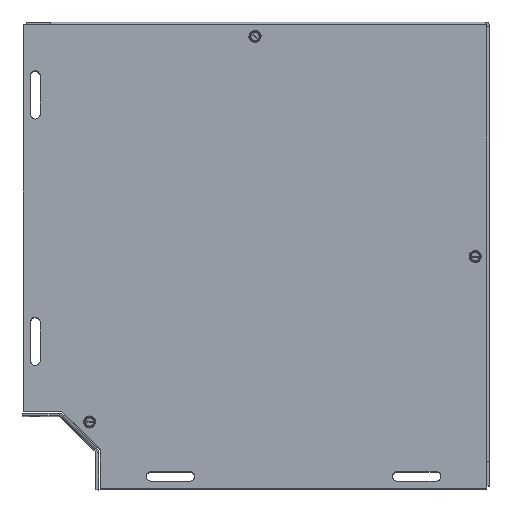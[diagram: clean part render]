
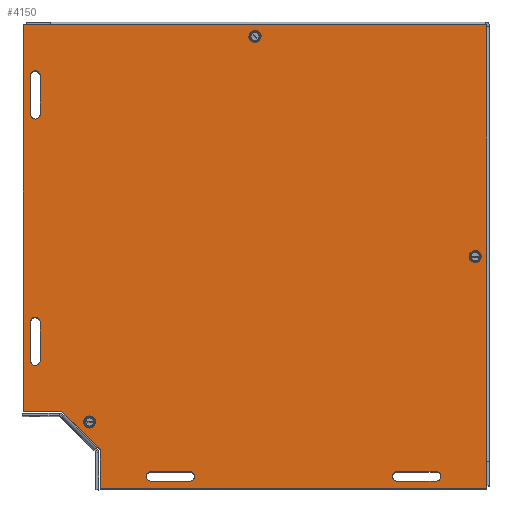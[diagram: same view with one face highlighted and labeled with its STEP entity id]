
A CAD part, top view. The second image highlights one B-rep face of the part: STEP entity #4150.
In plain terms, the highlighted planar face has unit normal (0, 0, 1).
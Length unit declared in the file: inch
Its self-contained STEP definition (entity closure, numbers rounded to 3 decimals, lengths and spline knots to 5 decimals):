
#155=FACE_BOUND('',#662,.T.);
#156=FACE_BOUND('',#663,.T.);
#157=FACE_BOUND('',#664,.T.);
#158=FACE_BOUND('',#665,.T.);
#159=FACE_BOUND('',#666,.T.);
#160=FACE_BOUND('',#667,.T.);
#161=FACE_BOUND('',#668,.T.);
#247=PLANE('',#4426);
#402=FACE_OUTER_BOUND('',#661,.T.);
#661=EDGE_LOOP('',(#2888,#2889,#2890,#2891,#2892,#2893,#2894));
#662=EDGE_LOOP('',(#2895,#2896,#2897,#2898));
#663=EDGE_LOOP('',(#2899,#2900,#2901,#2902));
#664=EDGE_LOOP('',(#2903,#2904,#2905,#2906));
#665=EDGE_LOOP('',(#2907,#2908,#2909,#2910));
#666=EDGE_LOOP('',(#2911));
#667=EDGE_LOOP('',(#2912));
#668=EDGE_LOOP('',(#2913));
#961=LINE('',#5995,#1326);
#965=LINE('',#6006,#1330);
#969=LINE('',#6019,#1334);
#973=LINE('',#6030,#1338);
#977=LINE('',#6043,#1342);
#981=LINE('',#6054,#1346);
#985=LINE('',#6067,#1350);
#989=LINE('',#6078,#1354);
#991=LINE('',#6098,#1356);
#995=LINE('',#6106,#1360);
#998=LINE('',#6112,#1363);
#1001=LINE('',#6118,#1366);
#1004=LINE('',#6124,#1369);
#1007=LINE('',#6130,#1372);
#1010=LINE('',#6135,#1375);
#1326=VECTOR('',#4802,1.);
#1330=VECTOR('',#4814,1.);
#1334=VECTOR('',#4826,1.);
#1338=VECTOR('',#4838,1.);
#1342=VECTOR('',#4850,1.);
#1346=VECTOR('',#4862,1.);
#1350=VECTOR('',#4874,1.);
#1354=VECTOR('',#4886,1.);
#1356=VECTOR('',#4908,10.);
#1360=VECTOR('',#4914,1.);
#1363=VECTOR('',#4919,1.41421);
#1366=VECTOR('',#4924,1.);
#1369=VECTOR('',#4929,10.);
#1372=VECTOR('',#4934,12.);
#1375=VECTOR('',#4939,12.);
#1689=CIRCLE('',#4378,0.125);
#1691=CIRCLE('',#4382,0.125);
#1693=CIRCLE('',#4386,0.125);
#1695=CIRCLE('',#4390,0.125);
#1697=CIRCLE('',#4394,0.125);
#1699=CIRCLE('',#4398,0.125);
#1701=CIRCLE('',#4402,0.125);
#1703=CIRCLE('',#4406,0.125);
#1705=CIRCLE('',#4410,0.125);
#1707=CIRCLE('',#4413,0.125);
#1709=CIRCLE('',#4416,0.125);
#1843=VERTEX_POINT('',#5985);
#1844=VERTEX_POINT('',#5986);
#1847=VERTEX_POINT('',#5994);
#1849=VERTEX_POINT('',#6000);
#1851=VERTEX_POINT('',#6009);
#1852=VERTEX_POINT('',#6010);
#1855=VERTEX_POINT('',#6018);
#1857=VERTEX_POINT('',#6024);
#1859=VERTEX_POINT('',#6033);
#1860=VERTEX_POINT('',#6034);
#1863=VERTEX_POINT('',#6042);
#1865=VERTEX_POINT('',#6048);
#1867=VERTEX_POINT('',#6057);
#1868=VERTEX_POINT('',#6058);
#1871=VERTEX_POINT('',#6066);
#1873=VERTEX_POINT('',#6072);
#1875=VERTEX_POINT('',#6081);
#1877=VERTEX_POINT('',#6086);
#1879=VERTEX_POINT('',#6091);
#1881=VERTEX_POINT('',#6096);
#1882=VERTEX_POINT('',#6097);
#1885=VERTEX_POINT('',#6105);
#1887=VERTEX_POINT('',#6111);
#1889=VERTEX_POINT('',#6117);
#1891=VERTEX_POINT('',#6123);
#1893=VERTEX_POINT('',#6129);
#2205=EDGE_CURVE('',#1843,#1844,#1689,.T.);
#2209=EDGE_CURVE('',#1847,#1843,#961,.T.);
#2212=EDGE_CURVE('',#1849,#1847,#1691,.T.);
#2215=EDGE_CURVE('',#1844,#1849,#965,.T.);
#2217=EDGE_CURVE('',#1851,#1852,#1693,.T.);
#2221=EDGE_CURVE('',#1855,#1851,#969,.T.);
#2224=EDGE_CURVE('',#1857,#1855,#1695,.T.);
#2227=EDGE_CURVE('',#1852,#1857,#973,.T.);
#2229=EDGE_CURVE('',#1859,#1860,#1697,.T.);
#2233=EDGE_CURVE('',#1863,#1859,#977,.T.);
#2236=EDGE_CURVE('',#1865,#1863,#1699,.T.);
#2239=EDGE_CURVE('',#1860,#1865,#981,.T.);
#2241=EDGE_CURVE('',#1867,#1868,#1701,.T.);
#2245=EDGE_CURVE('',#1871,#1867,#985,.T.);
#2248=EDGE_CURVE('',#1873,#1871,#1703,.T.);
#2251=EDGE_CURVE('',#1868,#1873,#989,.T.);
#2253=EDGE_CURVE('',#1875,#1875,#1705,.T.);
#2255=EDGE_CURVE('',#1877,#1877,#1707,.T.);
#2257=EDGE_CURVE('',#1879,#1879,#1709,.T.);
#2259=EDGE_CURVE('',#1881,#1882,#991,.T.);
#2263=EDGE_CURVE('',#1882,#1885,#995,.T.);
#2266=EDGE_CURVE('',#1885,#1887,#998,.T.);
#2269=EDGE_CURVE('',#1887,#1889,#1001,.T.);
#2272=EDGE_CURVE('',#1889,#1891,#1004,.T.);
#2275=EDGE_CURVE('',#1891,#1893,#1007,.T.);
#2278=EDGE_CURVE('',#1893,#1881,#1010,.T.);
#2888=ORIENTED_EDGE('',*,*,#2259,.F.);
#2889=ORIENTED_EDGE('',*,*,#2278,.F.);
#2890=ORIENTED_EDGE('',*,*,#2275,.F.);
#2891=ORIENTED_EDGE('',*,*,#2272,.F.);
#2892=ORIENTED_EDGE('',*,*,#2269,.F.);
#2893=ORIENTED_EDGE('',*,*,#2266,.F.);
#2894=ORIENTED_EDGE('',*,*,#2263,.F.);
#2895=ORIENTED_EDGE('',*,*,#2205,.T.);
#2896=ORIENTED_EDGE('',*,*,#2215,.T.);
#2897=ORIENTED_EDGE('',*,*,#2212,.T.);
#2898=ORIENTED_EDGE('',*,*,#2209,.T.);
#2899=ORIENTED_EDGE('',*,*,#2217,.T.);
#2900=ORIENTED_EDGE('',*,*,#2227,.T.);
#2901=ORIENTED_EDGE('',*,*,#2224,.T.);
#2902=ORIENTED_EDGE('',*,*,#2221,.T.);
#2903=ORIENTED_EDGE('',*,*,#2229,.T.);
#2904=ORIENTED_EDGE('',*,*,#2239,.T.);
#2905=ORIENTED_EDGE('',*,*,#2236,.T.);
#2906=ORIENTED_EDGE('',*,*,#2233,.T.);
#2907=ORIENTED_EDGE('',*,*,#2241,.T.);
#2908=ORIENTED_EDGE('',*,*,#2251,.T.);
#2909=ORIENTED_EDGE('',*,*,#2248,.T.);
#2910=ORIENTED_EDGE('',*,*,#2245,.T.);
#2911=ORIENTED_EDGE('',*,*,#2253,.T.);
#2912=ORIENTED_EDGE('',*,*,#2255,.T.);
#2913=ORIENTED_EDGE('',*,*,#2257,.T.);
#4150=ADVANCED_FACE('',(#402,#155,#156,#157,#158,#159,#160,#161),#247,.T.);
#4378=AXIS2_PLACEMENT_3D('',#5987,#4794,#4795);
#4382=AXIS2_PLACEMENT_3D('',#6001,#4807,#4808);
#4386=AXIS2_PLACEMENT_3D('',#6011,#4818,#4819);
#4390=AXIS2_PLACEMENT_3D('',#6025,#4831,#4832);
#4394=AXIS2_PLACEMENT_3D('',#6035,#4842,#4843);
#4398=AXIS2_PLACEMENT_3D('',#6049,#4855,#4856);
#4402=AXIS2_PLACEMENT_3D('',#6059,#4866,#4867);
#4406=AXIS2_PLACEMENT_3D('',#6073,#4879,#4880);
#4410=AXIS2_PLACEMENT_3D('',#6082,#4890,#4891);
#4413=AXIS2_PLACEMENT_3D('',#6087,#4896,#4897);
#4416=AXIS2_PLACEMENT_3D('',#6092,#4902,#4903);
#4426=AXIS2_PLACEMENT_3D('',#6138,#4943,#4944);
#4794=DIRECTION('center_axis',(0.,0.,-1.));
#4795=DIRECTION('ref_axis',(1.,0.,0.));
#4802=DIRECTION('',(0.,-1.,0.));
#4807=DIRECTION('center_axis',(0.,0.,-1.));
#4808=DIRECTION('ref_axis',(-1.,0.,0.));
#4814=DIRECTION('',(0.,1.,0.));
#4818=DIRECTION('center_axis',(0.,0.,-1.));
#4819=DIRECTION('ref_axis',(-1.,0.,0.));
#4826=DIRECTION('',(0.,-1.,0.));
#4831=DIRECTION('center_axis',(0.,0.,-1.));
#4832=DIRECTION('ref_axis',(1.,0.,0.));
#4838=DIRECTION('',(0.,1.,0.));
#4842=DIRECTION('center_axis',(0.,0.,-1.));
#4843=DIRECTION('ref_axis',(0.,-1.,0.));
#4850=DIRECTION('',(1.,0.,0.));
#4855=DIRECTION('center_axis',(0.,0.,-1.));
#4856=DIRECTION('ref_axis',(0.,1.,0.));
#4862=DIRECTION('',(-1.,0.,0.));
#4866=DIRECTION('center_axis',(0.,0.,-1.));
#4867=DIRECTION('ref_axis',(0.,-1.,0.));
#4874=DIRECTION('',(-1.,0.,0.));
#4879=DIRECTION('center_axis',(0.,0.,-1.));
#4880=DIRECTION('ref_axis',(0.,1.,0.));
#4886=DIRECTION('',(1.,0.,0.));
#4890=DIRECTION('center_axis',(0.,0.,-1.));
#4891=DIRECTION('ref_axis',(-1.,0.,0.));
#4896=DIRECTION('center_axis',(0.,0.,-1.));
#4897=DIRECTION('ref_axis',(-1.,0.,0.));
#4902=DIRECTION('center_axis',(0.,0.,-1.));
#4903=DIRECTION('ref_axis',(-1.,0.,0.));
#4908=DIRECTION('',(-1.,0.,0.));
#4914=DIRECTION('',(0.,1.,0.));
#4919=DIRECTION('',(-0.707,0.707,0.));
#4924=DIRECTION('',(-1.,0.,0.));
#4929=DIRECTION('',(0.,1.,0.));
#4934=DIRECTION('',(1.,0.,0.));
#4939=DIRECTION('',(0.,-1.,0.));
#4943=DIRECTION('center_axis',(0.,0.,1.));
#4944=DIRECTION('ref_axis',(1.,0.,0.));
#5985=CARTESIAN_POINT('',(-5.5625,-2.6875,0.074));
#5986=CARTESIAN_POINT('',(-5.8125,-2.6875,0.074));
#5987=CARTESIAN_POINT('Origin',(-5.6875,-2.6875,0.074));
#5994=CARTESIAN_POINT('',(-5.5625,-1.6875,0.074));
#5995=CARTESIAN_POINT('',(-5.5625,-0.77904,0.074));
#6000=CARTESIAN_POINT('',(-5.8125,-1.6875,0.074));
#6001=CARTESIAN_POINT('Origin',(-5.6875,-1.6875,0.074));
#6006=CARTESIAN_POINT('',(-5.8125,-1.27904,0.074));
#6009=CARTESIAN_POINT('',(-5.5625,3.6875,0.074));
#6010=CARTESIAN_POINT('',(-5.8125,3.6875,0.074));
#6011=CARTESIAN_POINT('Origin',(-5.6875,3.6875,0.074));
#6018=CARTESIAN_POINT('',(-5.5625,4.6875,0.074));
#6019=CARTESIAN_POINT('',(-5.5625,2.40846,0.074));
#6024=CARTESIAN_POINT('',(-5.8125,4.6875,0.074));
#6025=CARTESIAN_POINT('Origin',(-5.6875,4.6875,0.074));
#6030=CARTESIAN_POINT('',(-5.8125,1.90846,0.074));
#6033=CARTESIAN_POINT('',(4.6875,-5.5625,0.074));
#6034=CARTESIAN_POINT('',(4.6875,-5.8125,0.074));
#6035=CARTESIAN_POINT('Origin',(4.6875,-5.6875,0.074));
#6042=CARTESIAN_POINT('',(3.6875,-5.5625,0.074));
#6043=CARTESIAN_POINT('',(1.90846,-5.5625,0.074));
#6048=CARTESIAN_POINT('',(3.6875,-5.8125,0.074));
#6049=CARTESIAN_POINT('Origin',(3.6875,-5.6875,0.074));
#6054=CARTESIAN_POINT('',(2.40846,-5.8125,0.074));
#6057=CARTESIAN_POINT('',(-2.6875,-5.8125,0.074));
#6058=CARTESIAN_POINT('',(-2.6875,-5.5625,0.074));
#6059=CARTESIAN_POINT('Origin',(-2.6875,-5.6875,0.074));
#6066=CARTESIAN_POINT('',(-1.6875,-5.8125,0.074));
#6067=CARTESIAN_POINT('',(-0.77904,-5.8125,0.074));
#6072=CARTESIAN_POINT('',(-1.6875,-5.5625,0.074));
#6073=CARTESIAN_POINT('Origin',(-1.6875,-5.6875,0.074));
#6078=CARTESIAN_POINT('',(-1.27904,-5.5625,0.074));
#6081=CARTESIAN_POINT('',(5.8125,0.,0.074));
#6082=CARTESIAN_POINT('Origin',(5.6875,0.,0.074));
#6086=CARTESIAN_POINT('',(0.125,5.6875,0.074));
#6087=CARTESIAN_POINT('Origin',(0.,5.6875,0.074));
#6091=CARTESIAN_POINT('',(-4.15403,-4.27903,0.074));
#6092=CARTESIAN_POINT('Origin',(-4.27903,-4.27903,0.074));
#6096=CARTESIAN_POINT('',(6.,-6.,0.074));
#6097=CARTESIAN_POINT('',(-4.,-6.,0.074));
#6098=CARTESIAN_POINT('',(-6.,-6.,0.074));
#6105=CARTESIAN_POINT('',(-4.,-5.,0.074));
#6106=CARTESIAN_POINT('',(-4.,-5.,0.074));
#6111=CARTESIAN_POINT('',(-5.,-4.,0.074));
#6112=CARTESIAN_POINT('',(-5.,-4.,0.074));
#6117=CARTESIAN_POINT('',(-6.,-4.,0.074));
#6118=CARTESIAN_POINT('',(-6.,-4.,0.074));
#6123=CARTESIAN_POINT('',(-6.,6.,0.074));
#6124=CARTESIAN_POINT('',(-6.,6.,0.074));
#6129=CARTESIAN_POINT('',(6.,6.,0.074));
#6130=CARTESIAN_POINT('',(6.,6.,0.074));
#6135=CARTESIAN_POINT('',(6.,-6.,0.074));
#6138=CARTESIAN_POINT('Origin',(0.12941,0.12941,0.074));
